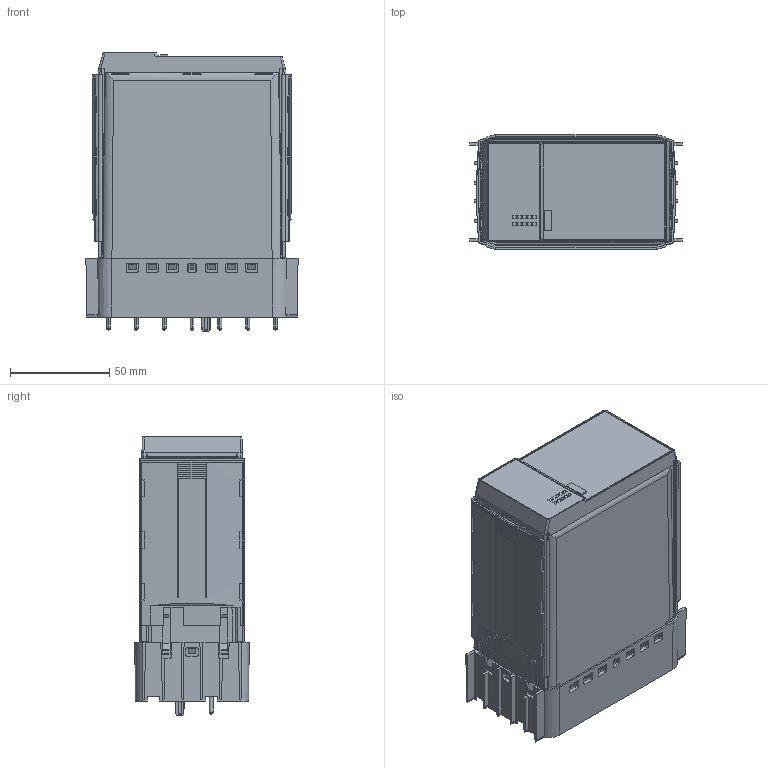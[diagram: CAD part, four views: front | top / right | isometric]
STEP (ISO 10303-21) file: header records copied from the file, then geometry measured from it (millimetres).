
FILE_DESCRIPTION((''),'2;1');
FILE_NAME('DM_CAD-2167_FB_WIDE_SW0001','2015-09-07T',('Creinig-se'),(''),'PRO/ENGINEER BY PARAMETRIC TECHNOLOGY CORPORATION, 2013050','PRO/ENGINEER BY PARAMETRIC TECHNOLOGY CORPORATION, 2013050','');
FILE_SCHEMA(('CONFIG_CONTROL_DESIGN'));
Products named in the file (1): DM_CAD-2167_FB_WIDE_SW0001
Bounding box: 106.62 x 57.5 x 139.8 mm (x, y, z)
Volume: 620274.4 mm3; surface area: 96323.9 mm2
Topology: 1 solids, 1 shells, 2377 faces, 6704 edges, 4335 vertices
Faces by surface type: plane 1558, cylinder 487, bspline 156, cone 122, torus 32, sphere 14, extrusion 8
Entity records: 102208 total; most frequent: CARTESIAN_POINT 27372, ORIENTED_EDGE 13380, DIRECTION 10025, EDGE_CURVE 6690, VECTOR 4511, LINE 4503, VERTEX_POINT 4335, AXIS2_PLACEMENT_3D 2757
